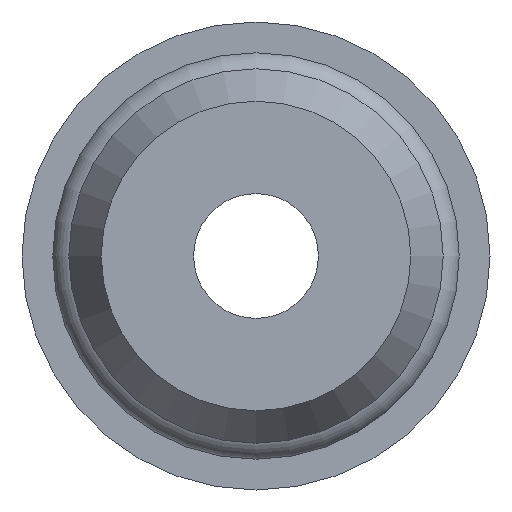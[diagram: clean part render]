
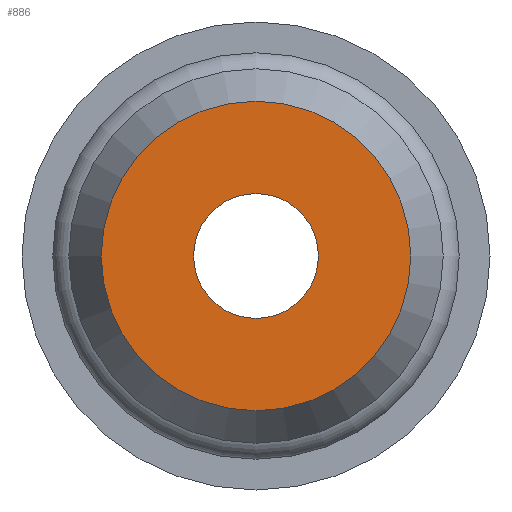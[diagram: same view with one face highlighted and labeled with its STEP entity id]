
A CAD part, front view. The second image highlights one B-rep face of the part: STEP entity #886.
In plain terms, the highlighted planar face has unit normal (0, -1, 0).
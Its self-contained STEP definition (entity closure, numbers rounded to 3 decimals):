
#181=ORIENTED_EDGE('',*,*,#303,.T.);
#182=ORIENTED_EDGE('',*,*,#304,.F.);
#303=EDGE_CURVE('',#361,#361,#385,.T.);
#304=EDGE_CURVE('',#362,#362,#386,.T.);
#361=VERTEX_POINT('',#1320);
#362=VERTEX_POINT('',#1322);
#385=CIRCLE('',#943,4.961);
#386=CIRCLE('',#944,2.);
#427=EDGE_LOOP('',(#181));
#428=EDGE_LOOP('',(#182));
#495=FACE_BOUND('',#427,.T.);
#496=FACE_BOUND('',#428,.T.);
#559=PLANE('',#942);
#886=ADVANCED_FACE('',(#495,#496),#559,.T.);
#942=AXIS2_PLACEMENT_3D('',#1318,#1071,#1072);
#943=AXIS2_PLACEMENT_3D('',#1319,#1073,#1074);
#944=AXIS2_PLACEMENT_3D('',#1321,#1075,#1076);
#1071=DIRECTION('',(0.,-1.,0.));
#1072=DIRECTION('',(0.,0.,-1.));
#1073=DIRECTION('',(0.,-1.,0.));
#1074=DIRECTION('',(0.,0.,-1.));
#1075=DIRECTION('',(0.,-1.,0.));
#1076=DIRECTION('',(0.,0.,-1.));
#1318=CARTESIAN_POINT('',(0.,0.,0.));
#1319=CARTESIAN_POINT('',(0.,0.,0.));
#1320=CARTESIAN_POINT('',(0.,0.,-4.961));
#1321=CARTESIAN_POINT('',(0.,0.,0.));
#1322=CARTESIAN_POINT('',(0.,0.,-2.));
